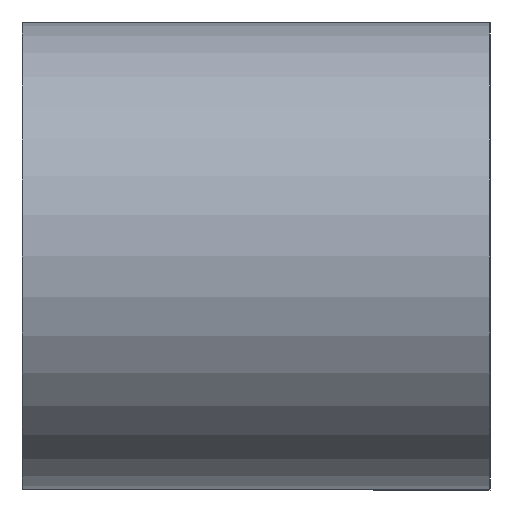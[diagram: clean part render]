
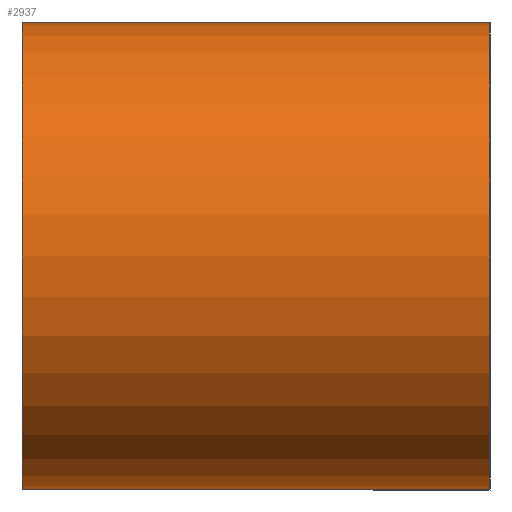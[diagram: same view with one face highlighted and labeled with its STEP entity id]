
A CAD part, left-side view. The second image highlights one B-rep face of the part: STEP entity #2937.
In plain terms, the highlighted cylindrical face has radius 5 mm (diameter 10 mm), a partial arc.
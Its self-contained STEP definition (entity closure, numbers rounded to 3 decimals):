
#109=CIRCLE('',#3157,5.);
#110=CIRCLE('',#3158,5.);
#201=CYLINDRICAL_SURFACE('',#3156,5.);
#284=FACE_OUTER_BOUND('',#433,.T.);
#433=EDGE_LOOP('',(#2143,#2144,#2145,#2146));
#652=LINE('',#4559,#969);
#653=LINE('',#4563,#970);
#969=VECTOR('',#3656,10.);
#970=VECTOR('',#3659,10.);
#1294=VERTEX_POINT('',#4557);
#1295=VERTEX_POINT('',#4558);
#1296=VERTEX_POINT('',#4560);
#1297=VERTEX_POINT('',#4562);
#1630=EDGE_CURVE('',#1294,#1295,#652,.T.);
#1631=EDGE_CURVE('',#1296,#1294,#109,.T.);
#1632=EDGE_CURVE('',#1297,#1296,#653,.T.);
#1633=EDGE_CURVE('',#1295,#1297,#110,.T.);
#2143=ORIENTED_EDGE('',*,*,#1630,.F.);
#2144=ORIENTED_EDGE('',*,*,#1631,.F.);
#2145=ORIENTED_EDGE('',*,*,#1632,.F.);
#2146=ORIENTED_EDGE('',*,*,#1633,.F.);
#2937=ADVANCED_FACE('',(#284),#201,.T.);
#3156=AXIS2_PLACEMENT_3D('',#4556,#3654,#3655);
#3157=AXIS2_PLACEMENT_3D('',#4561,#3657,#3658);
#3158=AXIS2_PLACEMENT_3D('',#4564,#3660,#3661);
#3654=DIRECTION('center_axis',(0.,1.,0.));
#3655=DIRECTION('ref_axis',(0.,0.,
-1.));
#3656=DIRECTION('',(0.,-1.,0.));
#3657=DIRECTION('center_axis',(0.,1.,0.));
#3658=DIRECTION('ref_axis',(0.,0.,
-1.));
#3659=DIRECTION('',(0.,1.,0.));
#3660=DIRECTION('center_axis',(0.,-1.,0.));
#3661=DIRECTION('ref_axis',(-1.,0.,0.));
#4556=CARTESIAN_POINT('Origin',(-16.093,19.955,4.592));
#4557=CARTESIAN_POINT('',(-16.093,24.955,9.592));
#4558=CARTESIAN_POINT('',(-16.093,14.955,9.592));
#4559=CARTESIAN_POINT('',(-16.093,19.955,9.592));
#4560=CARTESIAN_POINT('',(-16.093,24.955,-0.408));
#4561=CARTESIAN_POINT('Origin',(-16.093,24.955,4.592));
#4562=CARTESIAN_POINT('',(-16.093,14.955,-0.408));
#4563=CARTESIAN_POINT('',(-16.093,19.955,-0.408));
#4564=CARTESIAN_POINT('Origin',(-16.093,14.955,4.592));
